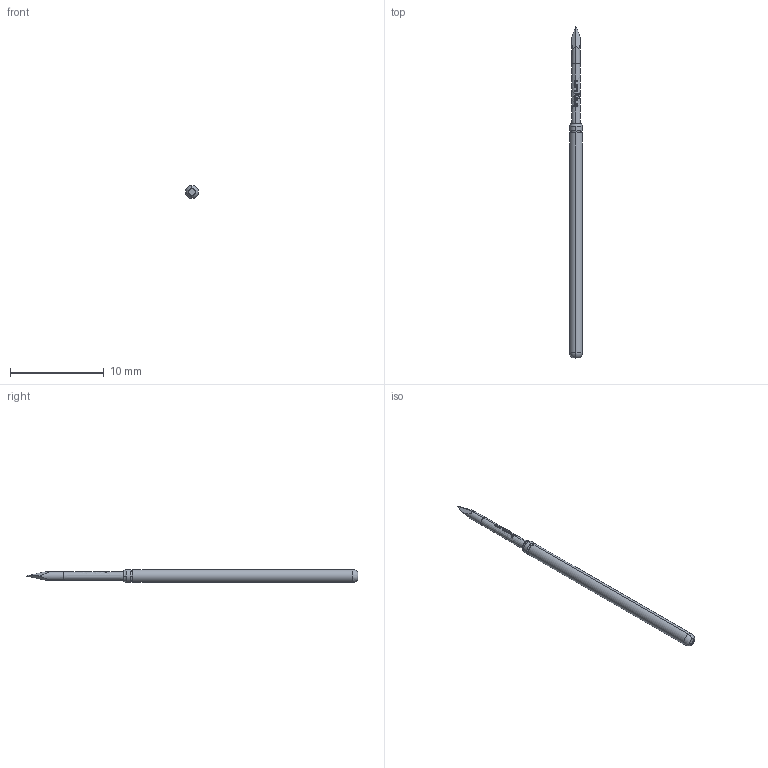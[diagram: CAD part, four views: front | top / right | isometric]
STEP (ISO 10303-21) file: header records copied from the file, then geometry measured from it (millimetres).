
FILE_DESCRIPTION (( 'STEP AP203' ), '1' );
FILE_NAME ('INGUN_GKS-100_291_090_A_xx00_LP.STEP', '2021-07-22T09:17:39', ( 'ochi' ), ( '' ), 'SwSTEP 2.0', 'SolidWorks 2018', '' );
FILE_SCHEMA (( 'CONFIG_CONTROL_DESIGN' ));
Length unit declared in the file: millimetre
Products named in the file (1): INGUN_GKS-100_291_090_A_xx00_LP
Bounding box: 1.37 x 35.4 x 1.37 mm (x, y, z)
Volume: 42.4 mm3; surface area: 136.4 mm2
Topology: 1 solids, 1 shells, 102 faces, 277 edges, 179 vertices
Faces by surface type: bspline 58, cone 20, torus 10, cylinder 8, plane 6
Entity records: 4328 total; most frequent: CARTESIAN_POINT 2249, ORIENTED_EDGE 554, EDGE_CURVE 277, B_SPLINE_CURVE_WITH_KNOTS 208, DIRECTION 193, VERTEX_POINT 179, EDGE_LOOP 104, FACE_OUTER_BOUND 102
